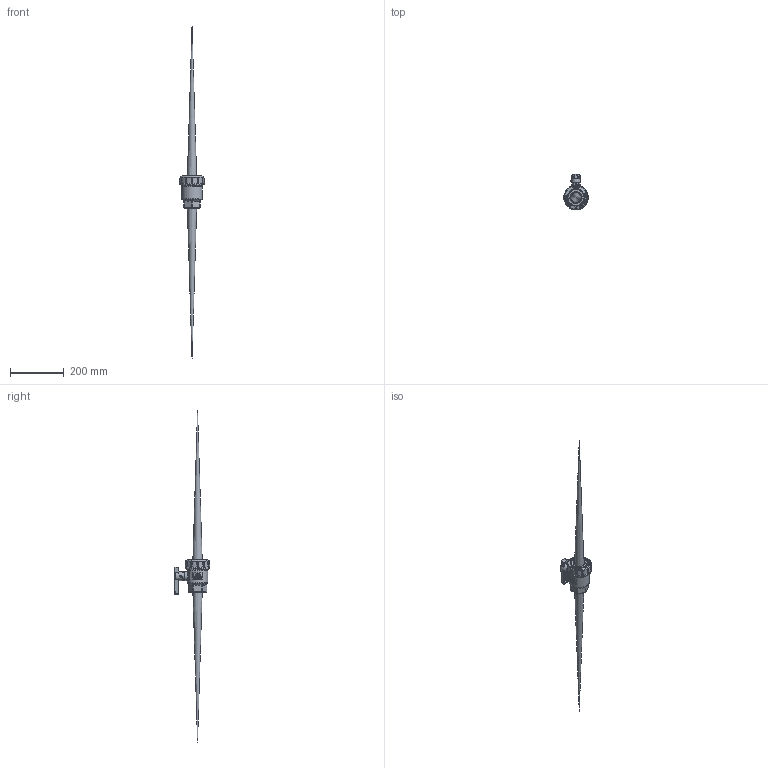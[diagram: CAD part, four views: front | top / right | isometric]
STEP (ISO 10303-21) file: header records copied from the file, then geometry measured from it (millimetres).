
FILE_DESCRIPTION(/* description */ ('1 1/4" NPT UNION VALVE'),/* implementation_level */ '2;1');
FILE_NAME(/* name */ 'UV125FP.stp',/* time_stamp */ '2020-05-15T11:56:49-04:00',/* author */ ('MJC'),/* organization */ (''),/* preprocessor_version */ 'ST-DEVELOPER v17.2',/* originating_system */ 'Autodesk Inventor 2019',/* authorisation */ '');
FILE_SCHEMA (('AUTOMOTIVE_DESIGN { 1 0 10303 214 3 1 1 }'));
Products named in the file (15): UV125FP; UV15244; UV15244_1; UVL1000; UV15150; UV15151; UV15153; UV15163; UV15220; UV15255; UV15255M; UVX15255; UV15264; UV15267; V20258
Assembly tree (16 placements, depth 4):
  UV125FP
    UV15244
      UV15244_1
      UVL1000
    UV15150
    UV15151
    UV15153
    UV15163  x2
    UV15220
    UV15255
      UV15255M
        UVX15255
    UV15264
    UV15267
    V20258  x2
Bounding box: 92.07 x 133.35 x 1238.55 mm (x, y, z)
Volume: 486179.8 mm3; surface area: 323054.6 mm2
Topology: 13 solids, 13 shells, 2852 faces, 7677 edges, 5111 vertices
Faces by surface type: plane 1403, bspline 892, cylinder 381, cone 123, torus 34, sphere 19
Full cylindrical faces by diameter (mm): 2.13 x10, 3.505 x8, 8.331 x1, 16.129 x2, 20.523 x3, 20.65 x1, 24.892 x1, 32.512 x2, 36.576 x2, 36.83 x1, 38.1 x2, 50.8 x2, 50.978 x1, 51.054 x1, 61.214 x1, 62.357 x1, 64.008 x1, 69.596 x1, 70.358 x1, 74.8 x4, 74.93 x5, 76.2 x1, 79.375 x7, 79.4 x4, 89.154 x1, 92.075 x1
Entity records: 145204 total; most frequent: CARTESIAN_POINT 78679, ORIENTED_EDGE 15274, DIRECTION 10553, EDGE_CURVE 7637, VERTEX_POINT 5085, AXIS2_PLACEMENT_3D 3598, LINE 3357, VECTOR 3357
